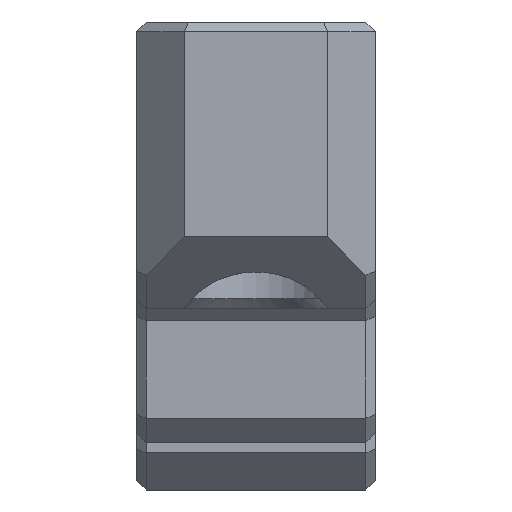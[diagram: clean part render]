
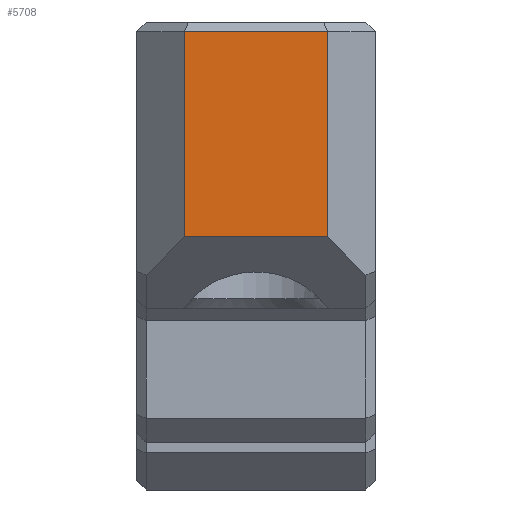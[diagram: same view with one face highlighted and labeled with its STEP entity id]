
A CAD part, left-side view. The second image highlights one B-rep face of the part: STEP entity #5708.
In plain terms, the highlighted planar face has unit normal (-1, 0, 0).
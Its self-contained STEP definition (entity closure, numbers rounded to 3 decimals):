
#269=PLANE('',#5997);
#586=FACE_OUTER_BOUND('',#921,.T.);
#921=EDGE_LOOP('',(#5145,#5146,#5147,#5148));
#1247=LINE('',#8583,#1923);
#1261=LINE('',#8612,#1937);
#1559=LINE('',#9219,#2235);
#1606=LINE('',#9312,#2282);
#1923=VECTOR('',#6446,10.);
#1937=VECTOR('',#6470,10.);
#2235=VECTOR('',#7038,10.);
#2282=VECTOR('',#7137,10.);
#2723=VERTEX_POINT('',#8580);
#2724=VERTEX_POINT('',#8582);
#2733=VERTEX_POINT('',#8607);
#2734=VERTEX_POINT('',#8611);
#3326=EDGE_CURVE('',#2723,#2724,#1247,.T.);
#3340=EDGE_CURVE('',#2733,#2734,#1261,.T.);
#3646=EDGE_CURVE('',#2724,#2733,#1559,.T.);
#3693=EDGE_CURVE('',#2734,#2723,#1606,.T.);
#5145=ORIENTED_EDGE('',*,*,#3646,.F.);
#5146=ORIENTED_EDGE('',*,*,#3326,.F.);
#5147=ORIENTED_EDGE('',*,*,#3693,.F.);
#5148=ORIENTED_EDGE('',*,*,#3340,.F.);
#5708=ADVANCED_FACE('',(#586),#269,.T.);
#5997=AXIS2_PLACEMENT_3D('',#9311,#7135,#7136);
#6446=DIRECTION('',(0.,0.,1.));
#6470=DIRECTION('',(0.,0.,-1.));
#7038=DIRECTION('',(0.,-1.,0.));
#7135=DIRECTION('center_axis',(-1.,0.,0.));
#7136=DIRECTION('ref_axis',(0.,1.,0.));
#7137=DIRECTION('',(0.,1.,0.));
#8580=CARTESIAN_POINT('',(7.734,1.58,-5.65));
#8582=CARTESIAN_POINT('',(7.734,1.58,2.95));
#8583=CARTESIAN_POINT('',(7.734,1.58,-1.65));
#8607=CARTESIAN_POINT('',(7.734,-4.42,2.95));
#8611=CARTESIAN_POINT('',(7.734,-4.42,-5.65));
#8612=CARTESIAN_POINT('',(7.734,-4.42,-1.65));
#9219=CARTESIAN_POINT('',(7.734,-6.42,2.95));
#9311=CARTESIAN_POINT('Origin',(7.734,-6.42,3.35));
#9312=CARTESIAN_POINT('',(7.734,-11.42,-5.65));
